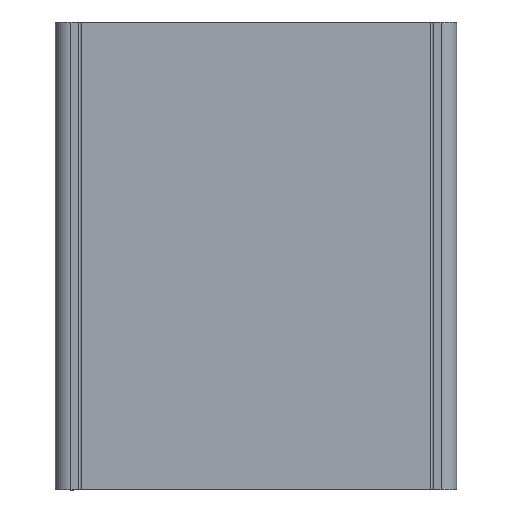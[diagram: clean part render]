
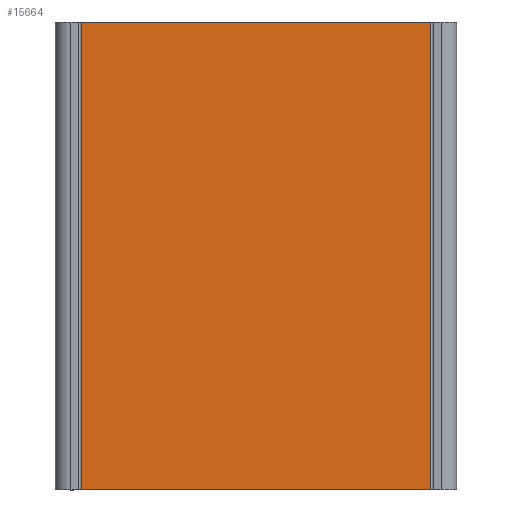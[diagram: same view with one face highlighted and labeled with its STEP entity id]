
A CAD part, top view. The second image highlights one B-rep face of the part: STEP entity #15664.
In plain terms, the highlighted face is planar.
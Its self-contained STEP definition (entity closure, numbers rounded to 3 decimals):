
#105 = PLANE('',#106);
#106 = AXIS2_PLACEMENT_3D('',#107,#108,#109);
#107 = CARTESIAN_POINT('',(0.,0.314,60.));
#108 = DIRECTION('',(0.,0.,1.));
#109 = DIRECTION('',(1.,0.,-0.));
#164 = PLANE('',#165);
#165 = AXIS2_PLACEMENT_3D('',#166,#167,#168);
#166 = CARTESIAN_POINT('',(0.,0.314,-60.));
#167 = DIRECTION('',(0.,0.,1.));
#168 = DIRECTION('',(1.,0.,-0.));
#9112 = VERTEX_POINT('',#9113);
#9113 = CARTESIAN_POINT('',(-44.85,26.76,-60.));
#9132 = CYLINDRICAL_SURFACE('',#9133,0.3);
#9133 = AXIS2_PLACEMENT_3D('',#9134,#9135,#9136);
#9134 = CARTESIAN_POINT('',(-45.15,26.76,0.));
#9135 = DIRECTION('',(0.,0.,1.));
#9136 = DIRECTION('',(1.,0.,-0.));
#9144 = EDGE_CURVE('',#9145,#9112,#9147,.T.);
#9145 = VERTEX_POINT('',#9146);
#9146 = CARTESIAN_POINT('',(44.85,26.76,-60.));
#9147 = SURFACE_CURVE('',#9148,(#9152,#9159),.PCURVE_S1.);
#9148 = LINE('',#9149,#9150);
#9149 = CARTESIAN_POINT('',(44.85,26.76,-60.));
#9150 = VECTOR('',#9151,1.);
#9151 = DIRECTION('',(-1.,0.,0.));
#9152 = PCURVE('',#164,#9153);
#9153 = DEFINITIONAL_REPRESENTATION('',(#9154),#9158);
#9154 = LINE('',#9155,#9156);
#9155 = CARTESIAN_POINT('',(44.85,26.446));
#9156 = VECTOR('',#9157,1.);
#9157 = DIRECTION('',(-1.,0.));
#9158 = ( GEOMETRIC_REPRESENTATION_CONTEXT(2) 
PARAMETRIC_REPRESENTATION_CONTEXT() REPRESENTATION_CONTEXT('2D SPACE',''
  ) );
#9159 = PCURVE('',#9160,#9165);
#9160 = PLANE('',#9161);
#9161 = AXIS2_PLACEMENT_3D('',#9162,#9163,#9164);
#9162 = CARTESIAN_POINT('',(-44.85,26.76,0.));
#9163 = DIRECTION('',(0.,1.,0.));
#9164 = DIRECTION('',(0.,-0.,1.));
#9165 = DEFINITIONAL_REPRESENTATION('',(#9166),#9170);
#9166 = LINE('',#9167,#9168);
#9167 = CARTESIAN_POINT('',(-60.,89.7));
#9168 = VECTOR('',#9169,1.);
#9169 = DIRECTION('',(0.,-1.));
#9170 = ( GEOMETRIC_REPRESENTATION_CONTEXT(2) 
PARAMETRIC_REPRESENTATION_CONTEXT() REPRESENTATION_CONTEXT('2D SPACE',''
  ) );
#9193 = CYLINDRICAL_SURFACE('',#9194,0.3);
#9194 = AXIS2_PLACEMENT_3D('',#9195,#9196,#9197);
#9195 = CARTESIAN_POINT('',(45.15,26.76,0.));
#9196 = DIRECTION('',(0.,0.,1.));
#9197 = DIRECTION('',(1.,0.,-0.));
#15620 = EDGE_CURVE('',#9112,#15621,#15623,.T.);
#15621 = VERTEX_POINT('',#15622);
#15622 = CARTESIAN_POINT('',(-44.85,26.76,60.));
#15623 = SURFACE_CURVE('',#15624,(#15628,#15635),.PCURVE_S1.);
#15624 = LINE('',#15625,#15626);
#15625 = CARTESIAN_POINT('',(-44.85,26.76,-60.));
#15626 = VECTOR('',#15627,1.);
#15627 = DIRECTION('',(0.,0.,1.));
#15628 = PCURVE('',#9132,#15629);
#15629 = DEFINITIONAL_REPRESENTATION('',(#15630),#15634);
#15630 = LINE('',#15631,#15632);
#15631 = CARTESIAN_POINT('',(6.283,-60.));
#15632 = VECTOR('',#15633,1.);
#15633 = DIRECTION('',(0.,1.));
#15634 = ( GEOMETRIC_REPRESENTATION_CONTEXT(2) 
PARAMETRIC_REPRESENTATION_CONTEXT() REPRESENTATION_CONTEXT('2D SPACE',''
  ) );
#15635 = PCURVE('',#9160,#15636);
#15636 = DEFINITIONAL_REPRESENTATION('',(#15637),#15641);
#15637 = LINE('',#15638,#15639);
#15638 = CARTESIAN_POINT('',(-60.,0.));
#15639 = VECTOR('',#15640,1.);
#15640 = DIRECTION('',(1.,0.));
#15641 = ( GEOMETRIC_REPRESENTATION_CONTEXT(2) 
PARAMETRIC_REPRESENTATION_CONTEXT() REPRESENTATION_CONTEXT('2D SPACE',''
  ) );
#15664 = ADVANCED_FACE('',(#15665),#9160,.T.);
#15665 = FACE_BOUND('',#15666,.T.);
#15666 = EDGE_LOOP('',(#15667,#15690,#15711,#15712));
#15667 = ORIENTED_EDGE('',*,*,#15668,.T.);
#15668 = EDGE_CURVE('',#15621,#15669,#15671,.T.);
#15669 = VERTEX_POINT('',#15670);
#15670 = CARTESIAN_POINT('',(44.85,26.76,60.));
#15671 = SURFACE_CURVE('',#15672,(#15676,#15683),.PCURVE_S1.);
#15672 = LINE('',#15673,#15674);
#15673 = CARTESIAN_POINT('',(-44.85,26.76,60.));
#15674 = VECTOR('',#15675,1.);
#15675 = DIRECTION('',(1.,0.,0.));
#15676 = PCURVE('',#9160,#15677);
#15677 = DEFINITIONAL_REPRESENTATION('',(#15678),#15682);
#15678 = LINE('',#15679,#15680);
#15679 = CARTESIAN_POINT('',(60.,0.));
#15680 = VECTOR('',#15681,1.);
#15681 = DIRECTION('',(0.,1.));
#15682 = ( GEOMETRIC_REPRESENTATION_CONTEXT(2) 
PARAMETRIC_REPRESENTATION_CONTEXT() REPRESENTATION_CONTEXT('2D SPACE',''
  ) );
#15683 = PCURVE('',#105,#15684);
#15684 = DEFINITIONAL_REPRESENTATION('',(#15685),#15689);
#15685 = LINE('',#15686,#15687);
#15686 = CARTESIAN_POINT('',(-44.85,26.446));
#15687 = VECTOR('',#15688,1.);
#15688 = DIRECTION('',(1.,0.));
#15689 = ( GEOMETRIC_REPRESENTATION_CONTEXT(2) 
PARAMETRIC_REPRESENTATION_CONTEXT() REPRESENTATION_CONTEXT('2D SPACE',''
  ) );
#15690 = ORIENTED_EDGE('',*,*,#15691,.F.);
#15691 = EDGE_CURVE('',#9145,#15669,#15692,.T.);
#15692 = SURFACE_CURVE('',#15693,(#15697,#15704),.PCURVE_S1.);
#15693 = LINE('',#15694,#15695);
#15694 = CARTESIAN_POINT('',(44.85,26.76,-60.));
#15695 = VECTOR('',#15696,1.);
#15696 = DIRECTION('',(0.,0.,1.));
#15697 = PCURVE('',#9160,#15698);
#15698 = DEFINITIONAL_REPRESENTATION('',(#15699),#15703);
#15699 = LINE('',#15700,#15701);
#15700 = CARTESIAN_POINT('',(-60.,89.7));
#15701 = VECTOR('',#15702,1.);
#15702 = DIRECTION('',(1.,0.));
#15703 = ( GEOMETRIC_REPRESENTATION_CONTEXT(2) 
PARAMETRIC_REPRESENTATION_CONTEXT() REPRESENTATION_CONTEXT('2D SPACE',''
  ) );
#15704 = PCURVE('',#9193,#15705);
#15705 = DEFINITIONAL_REPRESENTATION('',(#15706),#15710);
#15706 = LINE('',#15707,#15708);
#15707 = CARTESIAN_POINT('',(3.142,-60.));
#15708 = VECTOR('',#15709,1.);
#15709 = DIRECTION('',(0.,1.));
#15710 = ( GEOMETRIC_REPRESENTATION_CONTEXT(2) 
PARAMETRIC_REPRESENTATION_CONTEXT() REPRESENTATION_CONTEXT('2D SPACE',''
  ) );
#15711 = ORIENTED_EDGE('',*,*,#9144,.T.);
#15712 = ORIENTED_EDGE('',*,*,#15620,.T.);
